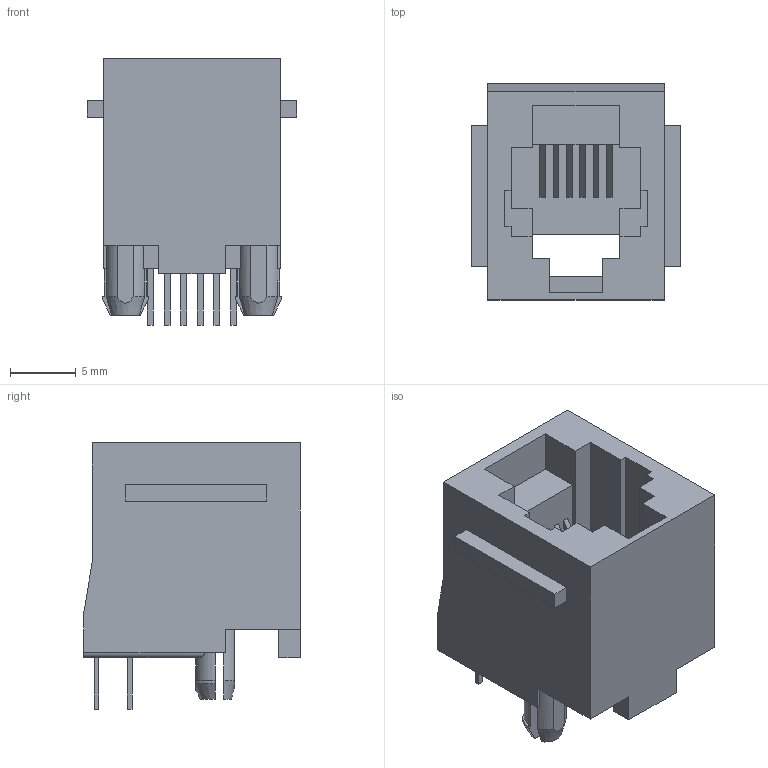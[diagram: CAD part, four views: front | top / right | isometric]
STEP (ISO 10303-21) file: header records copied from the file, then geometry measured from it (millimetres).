
FILE_DESCRIPTION(('STEP AP242'),'1');
FILE_NAME('1214651_5520258-3.stp','2023-06-24T13:47:36',('TraceParts'),('TraceParts S.A.'),'Spatial InterOp 3D',' ',' ');
FILE_SCHEMA(('AP242_MANAGED_MODEL_BASED_3D_ENGINEERING_MIM_LF {1 0 10303 442 1 1 4}'));
Length unit declared in the file: millimetre
Products named in the file (1): 1214651_5520258-3
Bounding box: 16 x 16.51 x 20.32 mm (x, y, z)
Volume: 2110.7 mm3; surface area: 2248.3 mm2
Topology: 1 solids, 1 shells, 153 faces, 428 edges, 284 vertices
Faces by surface type: plane 135, cylinder 14, cone 4
Entity records: 4967 total; most frequent: CARTESIAN_POINT 966, ORIENTED_EDGE 856, DIRECTION 760, EDGE_CURVE 428, LINE 384, VECTOR 384, VERTEX_POINT 284, AXIS2_PLACEMENT_3D 188
